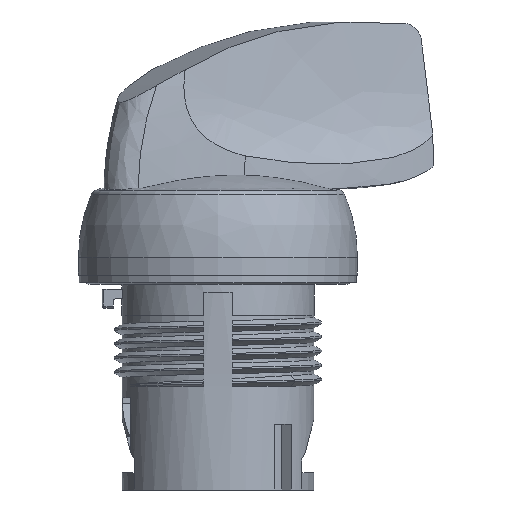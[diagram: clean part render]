
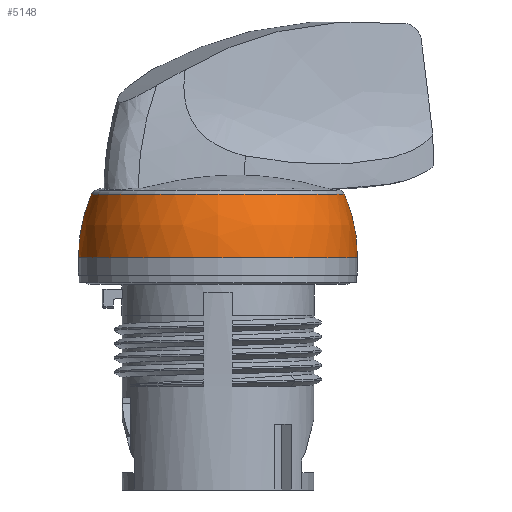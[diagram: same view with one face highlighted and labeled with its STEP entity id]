
A CAD part, left-side view. The second image highlights one B-rep face of the part: STEP entity #5148.
In plain terms, the highlighted free-form (B-spline) face has degree [3, 3] with [7, 4] control points.
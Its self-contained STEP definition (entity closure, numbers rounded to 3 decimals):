
#2=CARTESIAN_POINT('',(0.,-2.2,2.661));
#3=DIRECTION('',(-1.,0.,0.));
#4=DIRECTION('',(0.,0.919,0.394));
#5=AXIS2_PLACEMENT_3D('',#2,#3,#4);
#12=CARTESIAN_POINT('',(0.,2.2,2.661));
#13=DIRECTION('',(1.,0.,0.));
#14=DIRECTION('',(0.,-0.919,0.394));
#15=AXIS2_PLACEMENT_3D('',#12,#13,#14);
#32=CARTESIAN_POINT('',(0.,0.,9.365));
#33=DIRECTION('',(0.,0.,-1.));
#34=DIRECTION('',(0.,-1.,0.));
#35=AXIS2_PLACEMENT_3D('',#32,#33,#34);
#47=CARTESIAN_POINT('',(0.,0.,2.661));
#48=DIRECTION('',(0.,0.,1.));
#49=DIRECTION('',(0.,1.,0.));
#50=AXIS2_PLACEMENT_3D('',#47,#48,#49);
#4944=CARTESIAN_POINT('',(0.,-13.422,
9.365));
#4945=CARTESIAN_POINT('',(0.,13.422,9.365));
#4946=VERTEX_POINT('',#4944);
#4947=VERTEX_POINT('',#4945);
#4952=CARTESIAN_POINT('',(0.,14.8,2.661));
#4953=VERTEX_POINT('',#4952);
#4954=CARTESIAN_POINT('',(0.,-14.8,2.661));
#4955=VERTEX_POINT('',#4954);
#5112=CARTESIAN_POINT('',(0.929,14.77,2.523));
#5113=CARTESIAN_POINT('',(0.93,14.79,4.93));
#5114=CARTESIAN_POINT('',(0.9,14.306,7.288));
#5115=CARTESIAN_POINT('',(0.839,13.341,9.492));
#5116=CARTESIAN_POINT('',(-8.16,15.342,2.523));
#5117=CARTESIAN_POINT('',(-8.171,15.362,4.93));
#5118=CARTESIAN_POINT('',(-7.904,14.86,7.288));
#5119=CARTESIAN_POINT('',(-7.371,13.857,9.492));
#5120=CARTESIAN_POINT('',(-14.799,9.108,2.523));
#5121=CARTESIAN_POINT('',(-14.819,9.12,4.93));
#5122=CARTESIAN_POINT('',(-14.334,8.821,7.288));
#5123=CARTESIAN_POINT('',(-13.367,8.226,9.492));
#5124=CARTESIAN_POINT('',(-14.799,0.,2.523));
#5125=CARTESIAN_POINT('',(-14.819,0.,4.93));
#5126=CARTESIAN_POINT('',(-14.334,0.,7.288));
#5127=CARTESIAN_POINT('',(-13.367,0.,9.492));
#5128=CARTESIAN_POINT('',(-14.799,-9.108,
2.523));
#5129=CARTESIAN_POINT('',(-14.819,-9.12,
4.93));
#5130=CARTESIAN_POINT('',(-14.334,-8.821,
7.288));
#5131=CARTESIAN_POINT('',(-13.367,-8.226,
9.492));
#5132=CARTESIAN_POINT('',(-8.16,-15.342,
2.523));
#5133=CARTESIAN_POINT('',(-8.171,-15.362,
4.93));
#5134=CARTESIAN_POINT('',(-7.904,-14.86,
7.288));
#5135=CARTESIAN_POINT('',(-7.371,-13.857,
9.492));
#5136=CARTESIAN_POINT('',(0.929,-14.77,
2.523));
#5137=CARTESIAN_POINT('',(0.93,-14.79,
4.93));
#5138=CARTESIAN_POINT('',(0.9,-14.306,
7.288));
#5139=CARTESIAN_POINT('',(0.839,-13.341,
9.492));
#5140=(BOUNDED_SURFACE()B_SPLINE_SURFACE(3,3,((#5112,#5113,#5114,#5115),(#5116,
#5117,#5118,#5119),(#5120,#5121,#5122,#5123),(#5124,#5125,#5126,#5127),(#5128,
#5129,#5130,#5131),(#5132,#5133,#5134,#5135),(#5136,#5137,#5138,#5139)),
.UNSPECIFIED.,.F.,.F.,.F.)B_SPLINE_SURFACE_WITH_KNOTS((4,3,4),(4,4),(0.,1.,
2.),(0.,1.),.UNSPECIFIED.)GEOMETRIC_REPRESENTATION_ITEM()RATIONAL_B_SPLINE_SURFACE(((1.201,1.183,1.183,1.201),(
0.948,0.934,0.934,0.948),(
0.948,0.934,0.934,0.948),(
1.201,1.183,1.183,1.201),(
0.948,0.934,0.934,0.948),(
0.948,0.934,0.934,0.948),(
1.201,1.183,1.183,1.201)))REPRESENTATION_ITEM('')SURFACE());
#5141=ORIENTED_EDGE('',*,*,#5103,.F.);
#5142=ORIENTED_EDGE('',*,*,#5078,.T.);
#5144=ORIENTED_EDGE('',*,*,#5143,.F.);
#5145=ORIENTED_EDGE('',*,*,#5075,.F.);
#5146=EDGE_LOOP('',(#5141,#5142,#5144,#5145));
#5147=FACE_OUTER_BOUND('',#5146,.F.);
#5148=ADVANCED_FACE('',(#5147),#5140,.T.);
#6=CIRCLE('',#5,17.);
#16=CIRCLE('',#15,17.);
#36=CIRCLE('',#35,13.422);
#51=CIRCLE('',#50,14.8);
#5075=EDGE_CURVE('',#4947,#4953,#6,.T.);
#5078=EDGE_CURVE('',#4946,#4955,#16,.T.);
#5103=EDGE_CURVE('',#4946,#4947,#36,.T.);
#5143=EDGE_CURVE('',#4953,#4955,#51,.T.);
